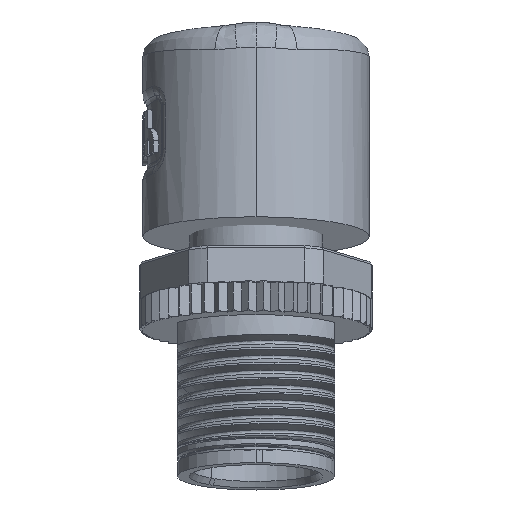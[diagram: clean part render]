
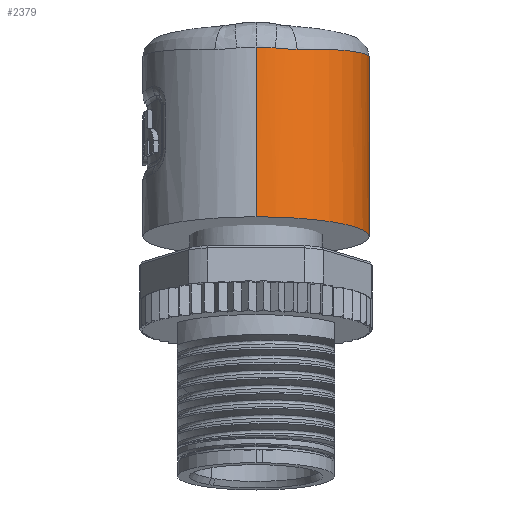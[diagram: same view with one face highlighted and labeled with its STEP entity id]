
A CAD part, front view. The second image highlights one B-rep face of the part: STEP entity #2379.
In plain terms, the highlighted cylindrical face has radius 7.5 mm (diameter 15 mm), a partial arc.
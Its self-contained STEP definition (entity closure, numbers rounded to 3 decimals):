
#2379=ADVANCED_FACE('',(#5377),#5378,.T.);
#5377=FACE_OUTER_BOUND('',#10071,.T.);
#5378=CYLINDRICAL_SURFACE('',#10072,7.5);
#10071=EDGE_LOOP('',(#26624,#26625,#26626,#26627,#26628,#26629,#26630,#26631,#26632,#26633,#26634));
#10072=AXIS2_PLACEMENT_3D('',#26635,#26636,#26637);
#26624=ORIENTED_EDGE('',*,*,#34187,.F.);
#26625=ORIENTED_EDGE('',*,*,#34188,.F.);
#26626=ORIENTED_EDGE('',*,*,#34189,.F.);
#26627=ORIENTED_EDGE('',*,*,#34185,.F.);
#26628=ORIENTED_EDGE('',*,*,#34178,.F.);
#26629=ORIENTED_EDGE('',*,*,#34190,.F.);
#26630=ORIENTED_EDGE('',*,*,#34191,.F.);
#26631=ORIENTED_EDGE('',*,*,#34122,.F.);
#26632=ORIENTED_EDGE('',*,*,#34192,.T.);
#26633=ORIENTED_EDGE('',*,*,#34120,.T.);
#26634=ORIENTED_EDGE('',*,*,#34193,.F.);
#26635=CARTESIAN_POINT('',(0.0,6.646,-7.682));
#26636=DIRECTION('',(0.0,-0.174,-0.985));
#26637=DIRECTION('',(0.0,-0.985,0.174));
#34120=EDGE_CURVE('',#39214,#39212,#39215,.T.);
#34122=EDGE_CURVE('',#39216,#39218,#39219,.T.);
#34178=EDGE_CURVE('',#39312,#39314,#39315,.T.);
#34185=EDGE_CURVE('',#39314,#39321,#39323,.T.);
#34187=EDGE_CURVE('',#39325,#39326,#39327,.T.);
#34188=EDGE_CURVE('',#39328,#39325,#39329,.T.);
#34189=EDGE_CURVE('',#39321,#39328,#39330,.T.);
#34190=EDGE_CURVE('',#39331,#39312,#39332,.T.);
#34191=EDGE_CURVE('',#39218,#39331,#39333,.T.);
#34192=EDGE_CURVE('',#39216,#39214,#39334,.T.);
#34193=EDGE_CURVE('',#39326,#39212,#39335,.T.);
#39212=VERTEX_POINT('',#46767);
#39214=VERTEX_POINT('',#46790);
#39215=LINE('',#46791,#46792);
#39216=VERTEX_POINT('',#46793);
#39218=VERTEX_POINT('',#46795);
#39219=LINE('',#46796,#46797);
#39312=VERTEX_POINT('',#47275);
#39314=VERTEX_POINT('',#47287);
#39315=B_SPLINE_CURVE_WITH_KNOTS('',3,(#47288,#47289,#47290,#47291,#47292,#47293,#47294,#47295,#47296,#47297,#47298,#47299,#47300,#47301,#47302),.UNSPECIFIED.,.F.,.F.,(4,1,1,1,1,1,1,1,1,1,1,1,4),(0.0,0.083,0.167,0.25,0.333,0.417,0.5,0.583,0.667,0.75,0.833,0.917,1.0),.UNSPECIFIED.);
#39321=VERTEX_POINT('',#47323);
#39323=B_SPLINE_CURVE_WITH_KNOTS('',3,(#47329,#47330,#47331,#47332,#47333,#47334),.UNSPECIFIED.,.F.,.F.,(4,1,1,4),(0.0,0.333,0.667,1.0),.UNSPECIFIED.);
#39325=VERTEX_POINT('',#47336);
#39326=VERTEX_POINT('',#47337);
#39327=B_SPLINE_CURVE_WITH_KNOTS('',3,(#47338,#47339,#47340,#47341,#47342,#47343),.UNSPECIFIED.,.F.,.F.,(4,1,1,4),(0.0,0.333,0.667,1.0),.UNSPECIFIED.);
#39328=VERTEX_POINT('',#47344);
#39329=B_SPLINE_CURVE_WITH_KNOTS('',3,(#47345,#47346,#47347,#47348,#47349,#47350),.UNSPECIFIED.,.F.,.F.,(4,1,1,4),(0.0,0.333,0.667,1.0),.UNSPECIFIED.);
#39330=B_SPLINE_CURVE_WITH_KNOTS('',3,(#47351,#47352,#47353,#47354,#47355,#47356),.UNSPECIFIED.,.F.,.F.,(4,1,1,4),(0.0,0.333,0.667,1.0),.UNSPECIFIED.);
#39331=VERTEX_POINT('',#47357);
#39332=B_SPLINE_CURVE_WITH_KNOTS('',3,(#47358,#47359,#47360,#47361,#47362,#47363),.UNSPECIFIED.,.F.,.F.,(4,1,1,4),(0.0,0.333,0.667,1.0),.UNSPECIFIED.);
#39333=B_SPLINE_CURVE_WITH_KNOTS('',3,(#47364,#47365,#47366,#47367,#47368,#47369,#47370,#47371),.UNSPECIFIED.,.F.,.F.,(4,1,1,1,1,4),(0.0,0.203,0.406,0.606,0.804,1.0),.UNSPECIFIED.);
#39334=CIRCLE('',#47372,7.5);
#39335=B_SPLINE_CURVE_WITH_KNOTS('',3,(#47373,#47374,#47375,#47376,#47377,#47378,#47379,#47380,#47381,#47382,#47383,#47384,#47385,#47386,#47387,#47388,#47389,#47390,#47391,#47392,#47393,#47394),.UNSPECIFIED.,.F.,.F.,(4,1,1,1,1,1,1,1,1,1,1,1,1,1,1,1,1,1,1,4),(0.0,0.053,0.105,0.158,0.211,0.263,0.316,0.368,0.421,0.474,0.526,0.579,0.632,0.684,0.737,0.789,0.842,0.895,0.947,1.0),.UNSPECIFIED.);
#46767=CARTESIAN_POINT('',(0.,14.348,-7.187));
#46790=CARTESIAN_POINT('',(0.,14.032,-8.984));
#46791=CARTESIAN_POINT('',(0.,14.032,-8.984));
#46792=VECTOR('',#59570,1.825);
#46793=CARTESIAN_POINT('',(0.0,-0.741,-6.379));
#46795=CARTESIAN_POINT('',(0.,1.239,4.847));
#46796=CARTESIAN_POINT('',(0.0,-0.741,-6.379));
#46797=VECTOR('',#59574,11.4);
#47275=CARTESIAN_POINT('',(2.72,1.732,4.701));
#47287=CARTESIAN_POINT('',(5.818,13.425,3.511));
#47288=CARTESIAN_POINT('',(2.72,1.732,4.701));
#47289=CARTESIAN_POINT('',(3.086,1.877,4.707));
#47290=CARTESIAN_POINT('',(3.796,2.226,4.71));
#47291=CARTESIAN_POINT('',(4.763,2.904,4.689));
#47292=CARTESIAN_POINT('',(5.613,3.722,4.644));
#47293=CARTESIAN_POINT('',(6.321,4.651,4.577));
#47294=CARTESIAN_POINT('',(6.89,5.702,4.488));
#47295=CARTESIAN_POINT('',(7.282,6.819,4.381));
#47296=CARTESIAN_POINT('',(7.492,7.984,4.257));
#47297=CARTESIAN_POINT('',(7.52,9.138,4.124));
#47298=CARTESIAN_POINT('',(7.361,10.32,3.976));
#47299=CARTESIAN_POINT('',(7.019,11.445,3.823));
#47300=CARTESIAN_POINT('',(6.508,12.494,3.667));
#47301=CARTESIAN_POINT('',(6.063,13.128,3.563));
#47302=CARTESIAN_POINT('',(5.818,13.425,3.511));
#47323=CARTESIAN_POINT('',(6.507,12.012,1.274));
#47329=CARTESIAN_POINT('',(5.818,13.425,3.511));
#47330=CARTESIAN_POINT('',(5.945,13.22,3.248));
#47331=CARTESIAN_POINT('',(6.158,12.838,2.731));
#47332=CARTESIAN_POINT('',(6.378,12.363,1.986));
#47333=CARTESIAN_POINT('',(6.471,12.117,1.509));
#47334=CARTESIAN_POINT('',(6.507,12.012,1.274));
#47336=CARTESIAN_POINT('',(6.569,11.604,-0.401));
#47337=CARTESIAN_POINT('',(6.536,11.568,-0.949));
#47338=CARTESIAN_POINT('',(6.569,11.604,-0.401));
#47339=CARTESIAN_POINT('',(6.569,11.594,-0.458));
#47340=CARTESIAN_POINT('',(6.568,11.576,-0.576));
#47341=CARTESIAN_POINT('',(6.557,11.563,-0.758));
#47342=CARTESIAN_POINT('',(6.544,11.565,-0.885));
#47343=CARTESIAN_POINT('',(6.536,11.568,-0.949));
#47344=CARTESIAN_POINT('',(6.561,11.795,0.599));
#47345=CARTESIAN_POINT('',(6.561,11.795,0.599));
#47346=CARTESIAN_POINT('',(6.562,11.774,0.488));
#47347=CARTESIAN_POINT('',(6.564,11.732,0.266));
#47348=CARTESIAN_POINT('',(6.567,11.667,-0.067));
#47349=CARTESIAN_POINT('',(6.568,11.625,-0.29));
#47350=CARTESIAN_POINT('',(6.569,11.604,-0.401));
#47351=CARTESIAN_POINT('',(6.507,12.012,1.274));
#47352=CARTESIAN_POINT('',(6.519,11.977,1.194));
#47353=CARTESIAN_POINT('',(6.539,11.913,1.038));
#47354=CARTESIAN_POINT('',(6.556,11.841,0.812));
#47355=CARTESIAN_POINT('',(6.561,11.808,0.669));
#47356=CARTESIAN_POINT('',(6.561,11.795,0.599));
#47357=CARTESIAN_POINT('',(1.266,1.337,4.784));
#47358=CARTESIAN_POINT('',(1.266,1.337,4.784));
#47359=CARTESIAN_POINT('',(1.44,1.364,4.765));
#47360=CARTESIAN_POINT('',(1.781,1.43,4.731));
#47361=CARTESIAN_POINT('',(2.267,1.564,4.702));
#47362=CARTESIAN_POINT('',(2.572,1.673,4.699));
#47363=CARTESIAN_POINT('',(2.72,1.732,4.701));
#47364=CARTESIAN_POINT('',(0.,1.239,4.847));
#47365=CARTESIAN_POINT('',(0.086,1.239,4.847));
#47366=CARTESIAN_POINT('',(0.259,1.242,4.846));
#47367=CARTESIAN_POINT('',(0.516,1.254,4.839));
#47368=CARTESIAN_POINT('',(0.769,1.274,4.828));
#47369=CARTESIAN_POINT('',(1.019,1.302,4.81));
#47370=CARTESIAN_POINT('',(1.184,1.325,4.794));
#47371=CARTESIAN_POINT('',(1.266,1.337,4.784));
#47372=AXIS2_PLACEMENT_3D('',#59586,#59587,#59588);
#47373=CARTESIAN_POINT('',(6.536,11.568,-0.949));
#47374=CARTESIAN_POINT('',(6.52,11.574,-1.077));
#47375=CARTESIAN_POINT('',(6.481,11.598,-1.342));
#47376=CARTESIAN_POINT('',(6.394,11.67,-1.769));
#47377=CARTESIAN_POINT('',(6.273,11.784,-2.227));
#47378=CARTESIAN_POINT('',(6.109,11.942,-2.719));
#47379=CARTESIAN_POINT('',(5.893,12.145,-3.24));
#47380=CARTESIAN_POINT('',(5.622,12.382,-3.772));
#47381=CARTESIAN_POINT('',(5.296,12.642,-4.298));
#47382=CARTESIAN_POINT('',(4.928,12.904,-4.791));
#47383=CARTESIAN_POINT('',(4.528,13.155,-5.239));
#47384=CARTESIAN_POINT('',(4.105,13.387,-5.637));
#47385=CARTESIAN_POINT('',(3.667,13.595,-5.984));
#47386=CARTESIAN_POINT('',(3.219,13.777,-6.282));
#47387=CARTESIAN_POINT('',(2.764,13.934,-6.534));
#47388=CARTESIAN_POINT('',(2.305,14.064,-6.741));
#47389=CARTESIAN_POINT('',(1.844,14.169,-6.907));
#47390=CARTESIAN_POINT('',(1.381,14.25,-7.034));
#47391=CARTESIAN_POINT('',(0.918,14.307,-7.123));
#47392=CARTESIAN_POINT('',(0.457,14.341,-7.175));
#47393=CARTESIAN_POINT('',(0.152,14.348,-7.187));
#47394=CARTESIAN_POINT('',(0.,14.348,-7.187));
#59570=DIRECTION('',(0.,0.174,0.985));
#59574=DIRECTION('',(0.,0.174,0.985));
#59586=CARTESIAN_POINT('',(0.0,6.646,-7.682));
#59587=DIRECTION('',(0.0,0.174,0.985));
#59588=DIRECTION('',(0.0,-0.985,0.174));
